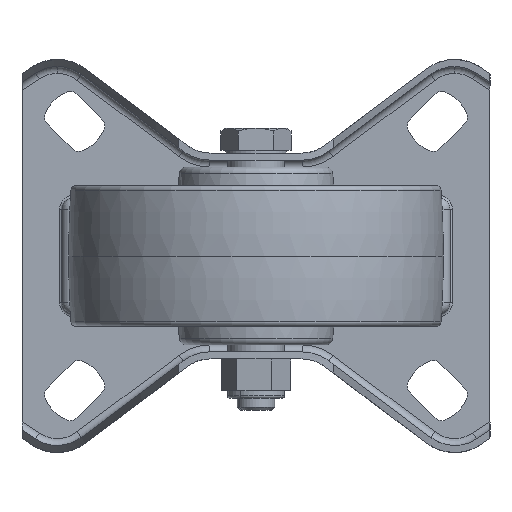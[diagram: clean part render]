
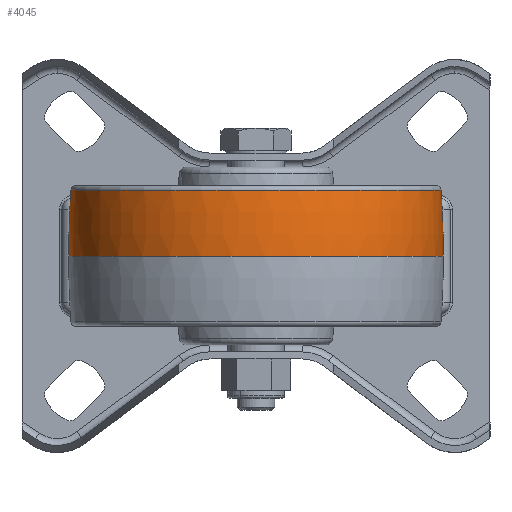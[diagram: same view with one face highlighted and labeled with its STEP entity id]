
A CAD part, front view. The second image highlights one B-rep face of the part: STEP entity #4045.
In plain terms, the highlighted toroidal (fillet/blend) face has major radius 109.979 mm and minor radius 150 mm.
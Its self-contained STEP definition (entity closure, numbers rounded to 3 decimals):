
#256 = DIRECTION ( 'NONE',  ( 0.046, -0.999, 0. ) ) ;
#298 = CARTESIAN_POINT ( 'NONE',  ( 0., -77., 2.509 ) ) ;
#625 = VERTEX_POINT ( 'NONE', #7282 ) ;
#1190 = ORIENTED_EDGE ( 'NONE', *, *, #3949, .T. ) ;
#1433 = AXIS2_PLACEMENT_3D ( 'NONE', #10112, #256, #5669 ) ;
#1554 = CARTESIAN_POINT ( 'NONE',  ( 0., -77., 14.077 ) ) ;
#1586 = ORIENTED_EDGE ( 'NONE', *, *, #2929, .T. ) ;
#2486 = AXIS2_PLACEMENT_3D ( 'NONE', #10338, #9194, #8079 ) ;
#2929 = EDGE_CURVE ( 'NONE', #5349, #12864, #11610, .T. ) ;
#3949 = EDGE_CURVE ( 'NONE', #12864, #625, #7847, .T. ) ;
#4045 = ADVANCED_FACE ( 'NONE', ( #5672 ), #8169, .T. ) ;
#5347 = AXIS2_PLACEMENT_3D ( 'NONE', #1554, #10170, #13285 ) ;
#5349 = VERTEX_POINT ( 'NONE', #7487 ) ;
#5388 = DIRECTION ( 'NONE',  ( -0.999, -0.046, 0. ) ) ;
#5669 = DIRECTION ( 'NONE',  ( 0.999, 0.046, 0. ) ) ;
#5672 = FACE_OUTER_BOUND ( 'NONE', #9832, .T. ) ;
#6359 = CARTESIAN_POINT ( 'NONE',  ( -109.862, -82.062, 2.509 ) ) ;
#6453 = AXIS2_PLACEMENT_3D ( 'NONE', #298, #11270, #7999 ) ;
#6599 = CIRCLE ( 'NONE', #2486, 40. ) ;
#7265 = CARTESIAN_POINT ( 'NONE',  ( -39.532, -78.822, 14.077 ) ) ;
#7282 = CARTESIAN_POINT ( 'NONE',  ( -39.958, -78.841, 0. ) ) ;
#7487 = CARTESIAN_POINT ( 'NONE',  ( 39.532, -75.178, 14.077 ) ) ;
#7847 = CIRCLE ( 'NONE', #1433, 150. ) ;
#7999 = DIRECTION ( 'NONE',  ( -0.999, -0.046, 0. ) ) ;
#8059 = CARTESIAN_POINT ( 'NONE',  ( 39.958, -75.159, 0. ) ) ;
#8079 = DIRECTION ( 'NONE',  ( -0.999, -0.046, 0. ) ) ;
#8169 = TOROIDAL_SURFACE ( 'NONE', #6453, -109.979, 150. ) ;
#8628 = VERTEX_POINT ( 'NONE', #8059 ) ;
#9194 = DIRECTION ( 'NONE',  ( 0., 0., -1. ) ) ;
#9527 = DIRECTION ( 'NONE',  ( -0.046, 0.999, 0. ) ) ;
#9832 = EDGE_LOOP ( 'NONE', ( #12822, #1586, #1190, #12498 ) ) ;
#10112 = CARTESIAN_POINT ( 'NONE',  ( 109.862, -71.938, 2.509 ) ) ;
#10170 = DIRECTION ( 'NONE',  ( 0., 0., -1. ) ) ;
#10338 = CARTESIAN_POINT ( 'NONE',  ( 0., -77., 0. ) ) ;
#11270 = DIRECTION ( 'NONE',  ( 0., 0., -1. ) ) ;
#11437 = EDGE_CURVE ( 'NONE', #8628, #625, #6599, .T. ) ;
#11610 = CIRCLE ( 'NONE', #5347, 39.574 ) ;
#12498 = ORIENTED_EDGE ( 'NONE', *, *, #11437, .F. ) ;
#12665 = CIRCLE ( 'NONE', #13195, 150. ) ;
#12822 = ORIENTED_EDGE ( 'NONE', *, *, #13411, .F. ) ;
#12864 = VERTEX_POINT ( 'NONE', #7265 ) ;
#13195 = AXIS2_PLACEMENT_3D ( 'NONE', #6359, #9527, #5388 ) ;
#13285 = DIRECTION ( 'NONE',  ( -0.999, -0.046, 0. ) ) ;
#13411 = EDGE_CURVE ( 'NONE', #5349, #8628, #12665, .T. ) ;
